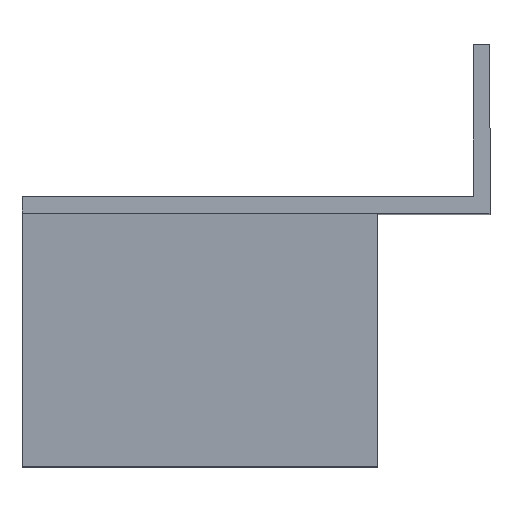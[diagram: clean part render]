
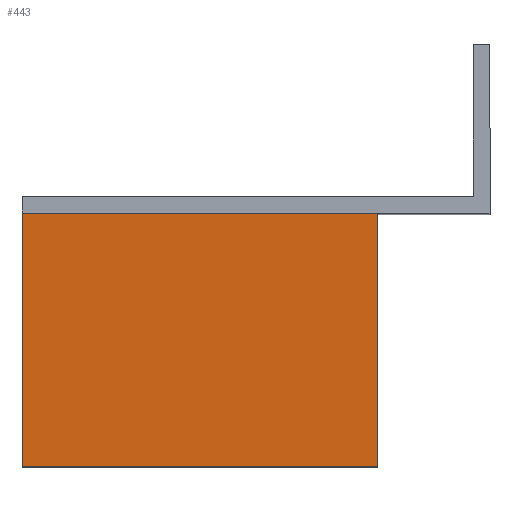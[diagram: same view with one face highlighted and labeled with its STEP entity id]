
A CAD part, top view. The second image highlights one B-rep face of the part: STEP entity #443.
In plain terms, the highlighted planar face has unit normal (0, -0.07, 0.998).
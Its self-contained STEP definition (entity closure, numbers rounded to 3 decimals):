
#15 = VERTEX_POINT ( 'NONE', #49 ) ;
#26 = DIRECTION ( 'NONE',  ( 0., 0.998, 0.07 ) ) ;
#33 = VECTOR ( 'NONE', #158, 1000. ) ;
#38 = VECTOR ( 'NONE', #465, 1000. ) ;
#49 = CARTESIAN_POINT ( 'NONE',  ( 42.2, -67.2, 34.298 ) ) ;
#74 = CARTESIAN_POINT ( 'NONE',  ( 53.5, -67.2, 34.298 ) ) ;
#78 = EDGE_CURVE ( 'NONE', #15, #375, #444, .T. ) ;
#90 = ORIENTED_EDGE ( 'NONE', *, *, #219, .T. ) ;
#106 = ORIENTED_EDGE ( 'NONE', *, *, #252, .F. ) ;
#123 = VECTOR ( 'NONE', #26, 1000. ) ;
#158 = DIRECTION ( 'NONE',  ( -1., 0., 0. ) ) ;
#167 = DIRECTION ( 'NONE',  ( 0., -0.998, -0.07 ) ) ;
#171 = CARTESIAN_POINT ( 'NONE',  ( 42.2, -97.2, 32.2 ) ) ;
#187 = FACE_OUTER_BOUND ( 'NONE', #291, .T. ) ;
#188 = VECTOR ( 'NONE', #293, 1000. ) ;
#192 = CARTESIAN_POINT ( 'NONE',  ( 40.2, -97.2, 32.2 ) ) ;
#208 = CARTESIAN_POINT ( 'NONE',  ( 0., -97.2, 32.2 ) ) ;
#212 = PLANE ( 'NONE',  #245 ) ;
#219 = EDGE_CURVE ( 'NONE', #446, #15, #393, .T. ) ;
#233 = VERTEX_POINT ( 'NONE', #208 ) ;
#242 = ORIENTED_EDGE ( 'NONE', *, *, #417, .F. ) ;
#245 = AXIS2_PLACEMENT_3D ( 'NONE', #192, #467, #167 ) ;
#252 = EDGE_CURVE ( 'NONE', #446, #233, #369, .T. ) ;
#286 = LINE ( 'NONE', #336, #123 ) ;
#291 = EDGE_LOOP ( 'NONE', ( #350, #242, #106, #90 ) ) ;
#293 = DIRECTION ( 'NONE',  ( 0., 0.998, 0.07 ) ) ;
#336 = CARTESIAN_POINT ( 'NONE',  ( 0., -97.2, 32.2 ) ) ;
#350 = ORIENTED_EDGE ( 'NONE', *, *, #78, .T. ) ;
#369 = LINE ( 'NONE', #411, #33 ) ;
#375 = VERTEX_POINT ( 'NONE', #475 ) ;
#393 = LINE ( 'NONE', #171, #188 ) ;
#411 = CARTESIAN_POINT ( 'NONE',  ( 40.2, -97.2, 32.2 ) ) ;
#417 = EDGE_CURVE ( 'NONE', #233, #375, #286, .T. ) ;
#443 = ADVANCED_FACE ( 'NONE', ( #187 ), #212, .T. ) ;
#444 = LINE ( 'NONE', #74, #38 ) ;
#446 = VERTEX_POINT ( 'NONE', #480 ) ;
#465 = DIRECTION ( 'NONE',  ( -1., 0., 0. ) ) ;
#467 = DIRECTION ( 'NONE',  ( 0., -0.07, 0.998 ) ) ;
#475 = CARTESIAN_POINT ( 'NONE',  ( 0., -67.2, 34.298 ) ) ;
#480 = CARTESIAN_POINT ( 'NONE',  ( 42.2, -97.2, 32.2 ) ) ;
